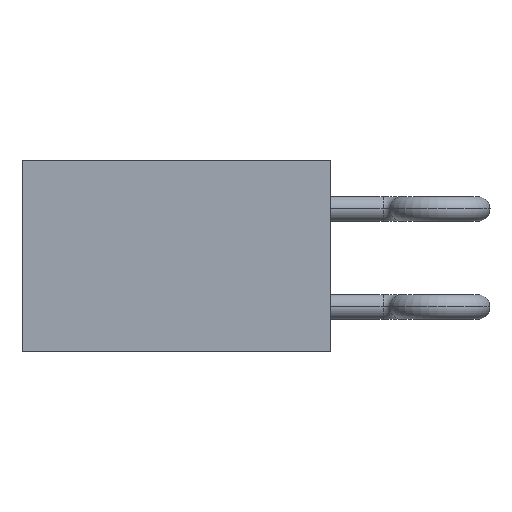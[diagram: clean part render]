
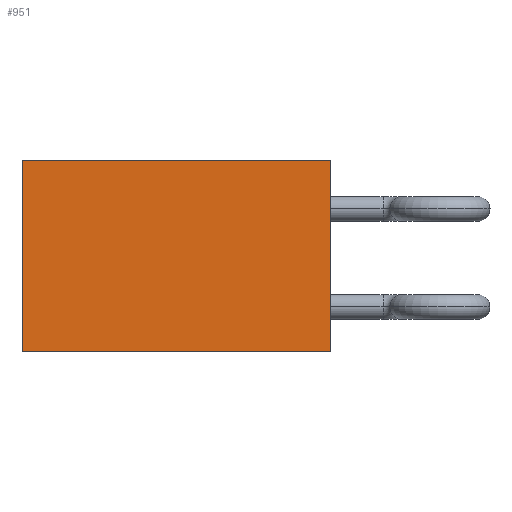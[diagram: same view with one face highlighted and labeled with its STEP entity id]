
A CAD part, left-side view. The second image highlights one B-rep face of the part: STEP entity #951.
In plain terms, the highlighted planar face has unit normal (-1, 0, 0).
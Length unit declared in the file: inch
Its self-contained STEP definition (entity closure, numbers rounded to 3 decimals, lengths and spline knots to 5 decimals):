
#29=DIRECTION('',(0.,-1.,0.));
#30=VECTOR('',#29,0.315);
#31=CARTESIAN_POINT('',(-0.625,0.18,-0.0975));
#32=LINE('',#31,#30);
#89=DIRECTION('',(0.,-1.,0.));
#90=VECTOR('',#89,0.315);
#91=CARTESIAN_POINT('',(-0.625,0.18,0.0975));
#92=LINE('',#91,#90);
#165=DIRECTION('',(0.,0.,1.));
#166=VECTOR('',#165,0.195);
#167=CARTESIAN_POINT('',(-0.625,-0.135,-0.0975));
#168=LINE('',#167,#166);
#215=DIRECTION('',(0.,0.,1.));
#216=VECTOR('',#215,0.195);
#217=CARTESIAN_POINT('',(-0.625,0.18,-0.0975));
#218=LINE('',#217,#216);
#539=CARTESIAN_POINT('',(-0.625,0.18,-0.0975));
#540=CARTESIAN_POINT('',(-0.625,-0.135,-0.0975));
#541=VERTEX_POINT('',#539);
#542=VERTEX_POINT('',#540);
#547=CARTESIAN_POINT('',(-0.625,0.18,0.0975));
#548=CARTESIAN_POINT('',(-0.625,-0.135,0.0975));
#549=VERTEX_POINT('',#547);
#550=VERTEX_POINT('',#548);
#940=CARTESIAN_POINT('',(-0.625,0.18,-0.0975));
#941=DIRECTION('',(-1.,0.,0.));
#942=DIRECTION('',(0.,-1.,0.));
#943=AXIS2_PLACEMENT_3D('',#940,#941,#942);
#944=PLANE('',#943);
#945=ORIENTED_EDGE('',*,*,#696,.F.);
#946=ORIENTED_EDGE('',*,*,#861,.T.);
#947=ORIENTED_EDGE('',*,*,#768,.T.);
#948=ORIENTED_EDGE('',*,*,#905,.F.);
#949=EDGE_LOOP('',(#945,#946,#947,#948));
#950=FACE_OUTER_BOUND('',#949,.F.);
#951=ADVANCED_FACE('',(#950),#944,.T.);
#696=EDGE_CURVE('',#541,#542,#32,.T.);
#768=EDGE_CURVE('',#549,#550,#92,.T.);
#861=EDGE_CURVE('',#541,#549,#218,.T.);
#905=EDGE_CURVE('',#542,#550,#168,.T.);
